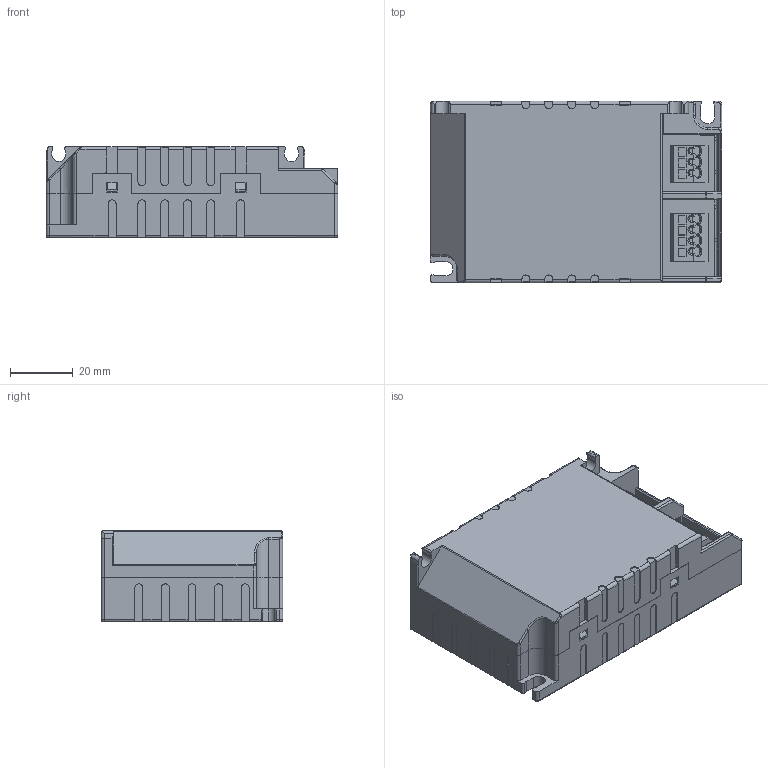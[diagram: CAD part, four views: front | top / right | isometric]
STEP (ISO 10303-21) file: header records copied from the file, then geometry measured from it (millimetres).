
FILE_DESCRIPTION(('OneSpaceDesigner STEP Export'),'2;1');
FILE_NAME('K1.stp','2009-12-08T11:35:59',(''),(''),'OneSpace Designer STEP processor for AP214 (Solid Model)','OneSpace Modeling 15.50C 25-Jan-2008 (C) CoCreate Software GmbH','');
FILE_SCHEMA(('AUTOMOTIVE_DESIGN { 1 0 10303 214 1 1 1 1 }'));
Length unit declared in the file: millimetre
Products named in the file (9): Leiterkarte_K1; u01556780004; 02500104.stp; u0151D140003; 02500103.stp; Leiterkarte_K1_kompl; Oberteil; Unterteil; Geraet_K1_komplett
Assembly tree (8 placements, depth 4):
  Geraet_K1_komplett
    Unterteil
    Oberteil
    Leiterkarte_K1_kompl
      02500103.stp
        u0151D140003
      02500104.stp
        u01556780004
      Leiterkarte_K1
Bounding box: 93 x 58 x 29 mm (x, y, z)
Volume: 40829.3 mm3; surface area: 51887.2 mm2
Topology: 5 solids, 6 shells, 1827 faces, 5154 edges, 3398 vertices
Faces by surface type: plane 1577, cylinder 172, bspline 35, cone 32, torus 10, extrusion 1
Entity records: 62907 total; most frequent: CARTESIAN_POINT 16276, ORIENTED_EDGE 10310, DIRECTION 8650, EDGE_CURVE 5155, VECTOR 4484, LINE 4483, VERTEX_POINT 3399, AXIS2_PLACEMENT_3D 2083
